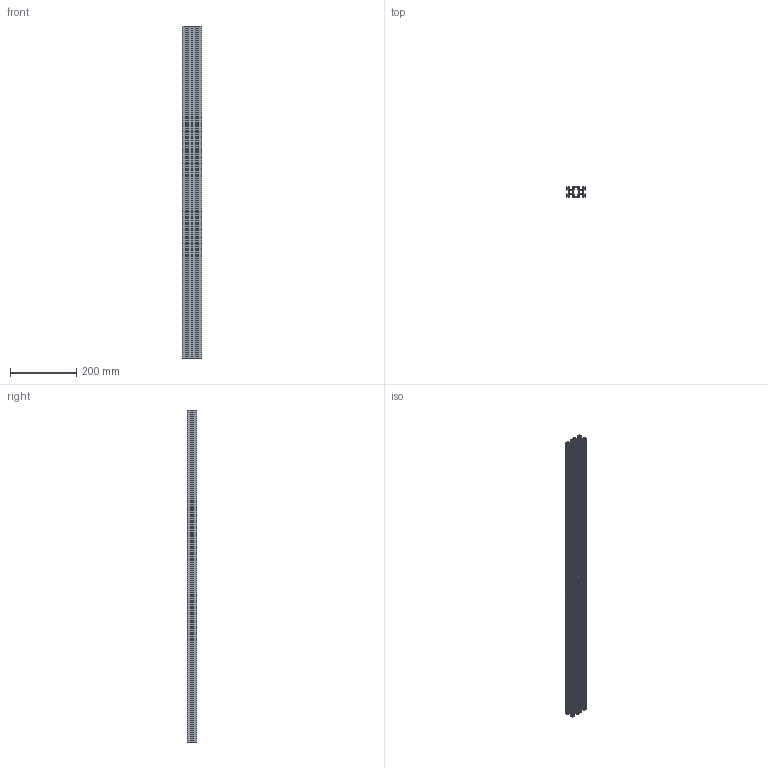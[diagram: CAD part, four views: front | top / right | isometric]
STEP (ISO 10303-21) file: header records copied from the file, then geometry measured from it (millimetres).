
FILE_DESCRIPTION (( 'STEP AP214' ), '1' );
FILE_NAME ('336L Êîíñòðóêöèîííûé ïðîôèëü 30õ60L.STEP', '2019-02-28T08:49:41', ( 'Ïîëüçîâàòåëü Windows' ), ( '' ), 'SwSTEP 2.0', 'SolidWorks 2018', '' );
FILE_SCHEMA (( 'AUTOMOTIVE_DESIGN' ));
Length unit declared in the file: millimetre
Products named in the file (1): 336L Êîíñòðóêöèîííûé ïðîôèëü 30õ60L
Bounding box: 60 x 30 x 1000 mm (x, y, z)
Volume: 426900.3 mm3; surface area: 636761.2 mm2
Topology: 1 solids, 1 shells, 506 faces, 1512 edges, 1008 vertices
Faces by surface type: cylinder 274, plane 232
Entity records: 17266 total; most frequent: DIRECTION 3074, CARTESIAN_POINT 3027, ORIENTED_EDGE 3024, EDGE_CURVE 1512, AXIS2_PLACEMENT_3D 1055, VERTEX_POINT 1008, VECTOR 964, LINE 964
